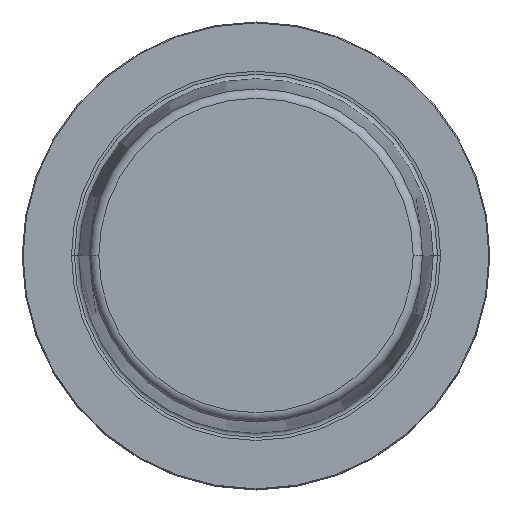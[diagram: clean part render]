
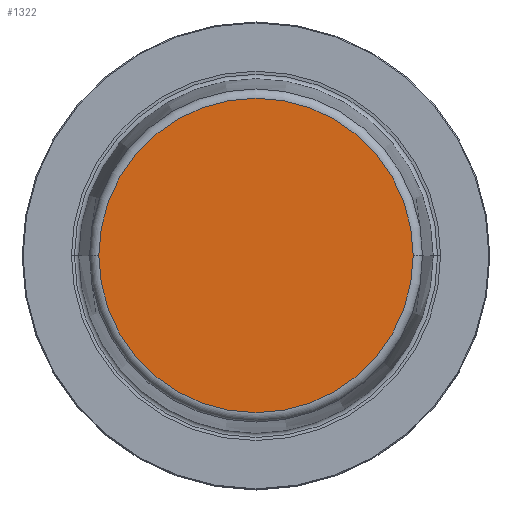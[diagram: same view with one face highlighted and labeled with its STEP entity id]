
A CAD part, top view. The second image highlights one B-rep face of the part: STEP entity #1322.
In plain terms, the highlighted planar face has unit normal (0, 0, 1).
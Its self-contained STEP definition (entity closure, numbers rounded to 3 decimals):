
#343=CARTESIAN_POINT('',(0.,0.,49.9));
#344=DIRECTION('',(0.,0.,1.));
#345=DIRECTION('',(1.,0.,0.));
#346=AXIS2_PLACEMENT_3D('',#343,#344,#345);
#351=CARTESIAN_POINT('',(0.,0.,49.9));
#352=DIRECTION('',(0.,0.,-1.));
#353=DIRECTION('',(1.,0.,0.));
#354=AXIS2_PLACEMENT_3D('',#351,#352,#353);
#967=CARTESIAN_POINT('',(33.605,0.,49.9));
#968=VERTEX_POINT('',#967);
#983=CARTESIAN_POINT('',(-33.605,0.,49.9));
#984=VERTEX_POINT('',#983);
#1313=CARTESIAN_POINT('',(0.,0.,49.9));
#1314=DIRECTION('',(0.,0.,-1.));
#1315=DIRECTION('',(-1.,0.,0.));
#1316=AXIS2_PLACEMENT_3D('',#1313,#1314,#1315);
#1317=PLANE('',#1316);
#1318=ORIENTED_EDGE('',*,*,#1306,.F.);
#1319=ORIENTED_EDGE('',*,*,#1295,.T.);
#1320=EDGE_LOOP('',(#1318,#1319));
#1321=FACE_OUTER_BOUND('',#1320,.F.);
#1322=ADVANCED_FACE('',(#1321),#1317,.F.);
#347=CIRCLE('',#346,33.605);
#355=CIRCLE('',#354,33.605);
#1295=EDGE_CURVE('',#968,#984,#355,.T.);
#1306=EDGE_CURVE('',#968,#984,#347,.T.);
